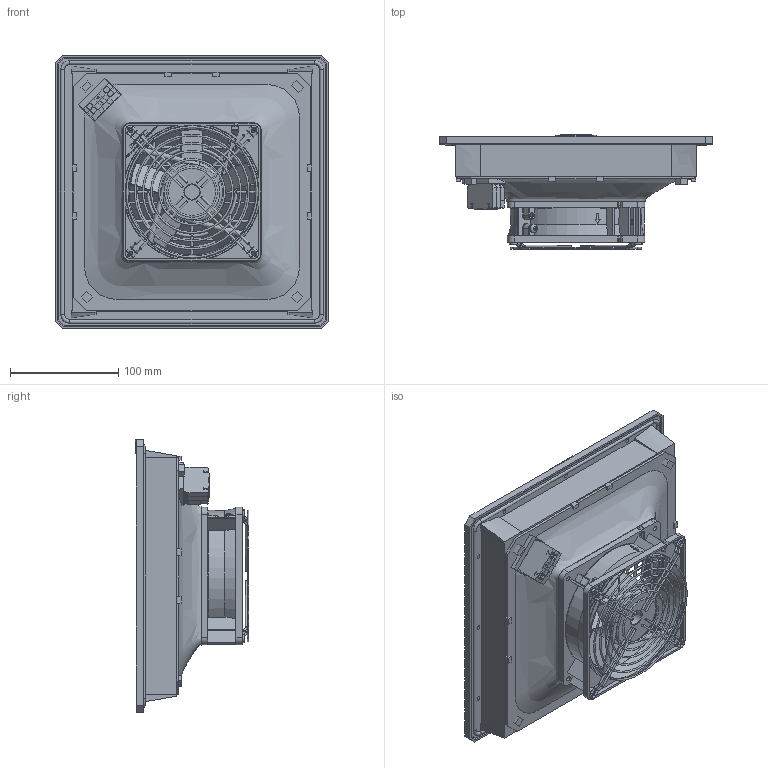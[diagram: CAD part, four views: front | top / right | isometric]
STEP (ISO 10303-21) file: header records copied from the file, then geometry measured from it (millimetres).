
FILE_DESCRIPTION (( 'STEP AP203' ), '1' );
FILE_NAME ('30165-971_PF 42500_DC_PDG.STEP', '2020-06-10T12:20:11', ( '' ), ( '' ), 'SwSTEP 2.0', 'SolidWorks 2018', '' );
FILE_SCHEMA (( 'CONFIG_CONTROL_DESIGN' ));
Length unit declared in the file: millimetre
Products named in the file (8): cover PF4x; Klemme_+_-; 30165-971_PF 42500_DC_PDG; fan serie 5200 N_59xx AC; flow_in_nozzel_PF42500; housing PF4x; safty guard_005059025; Logo Clip PFANNENBERG
Assembly tree (7 placements, depth 2):
  30165-971_PF 42500_DC_PDG
    housing PF4x
    cover PF4x
    Logo Clip PFANNENBERG
    flow_in_nozzel_PF42500
    Klemme_+_-
    fan serie 5200 N_59xx AC
    safty guard_005059025
Bounding box: 252 x 105 x 252 mm (x, y, z)
Volume: 720932.8 mm3; surface area: 533626.4 mm2
Topology: 17 solids, 17 shells, 3003 faces, 8336 edges, 5339 vertices
Faces by surface type: plane 2034, cylinder 522, bspline 273, torus 120, cone 54
Full cylindrical faces by diameter (mm): 2 x30, 2.4 x1, 2.5 x83, 3.5 x18, 4 x1, 4.3 x8, 4.701 x2, 5 x4, 8 x9, 61 x1
Entity records: 139900 total; most frequent: CARTESIAN_POINT 68726, ORIENTED_EDGE 15992, DIRECTION 11794, EDGE_CURVE 7996, VERTEX_POINT 5305, LINE 4838, VECTOR 4838, EDGE_LOOP 3537
